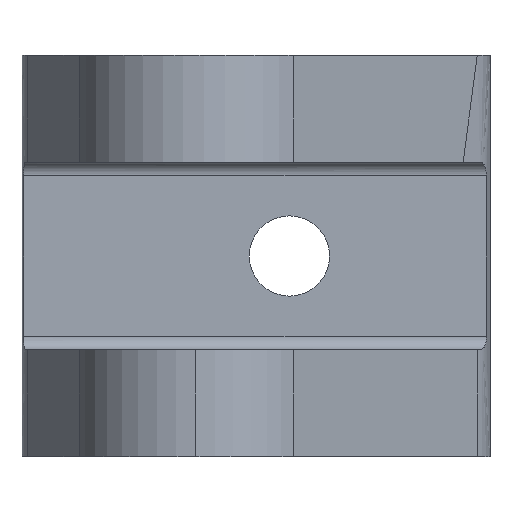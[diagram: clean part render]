
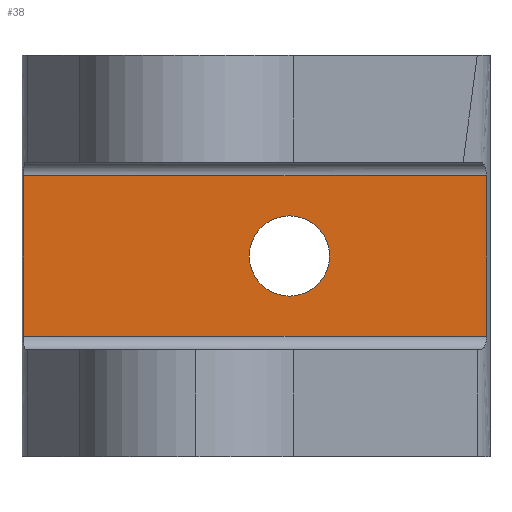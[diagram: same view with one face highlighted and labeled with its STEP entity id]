
A CAD part, left-side view. The second image highlights one B-rep face of the part: STEP entity #38.
In plain terms, the highlighted planar face has unit normal (-1, 0, 0).
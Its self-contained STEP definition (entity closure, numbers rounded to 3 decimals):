
#2 = VECTOR ( 'NONE', #700, 1000. ) ;
#25 = CARTESIAN_POINT ( 'NONE',  ( -5., -29.729, -17. ) ) ;
#35 = CARTESIAN_POINT ( 'NONE',  ( -5., 5., -30. ) ) ;
#38 = ADVANCED_FACE ( 'NONE', ( #197, #1072 ), #286, .T. ) ;
#43 = VERTEX_POINT ( 'NONE', #323 ) ;
#52 = CIRCLE ( 'NONE', #703, 3. ) ;
#66 = EDGE_CURVE ( 'NONE', #712, #635, #425, .T. ) ;
#82 = LINE ( 'NONE', #870, #2 ) ;
#154 = VECTOR ( 'NONE', #269, 1000. ) ;
#192 = CARTESIAN_POINT ( 'NONE',  ( -5., -15., -15. ) ) ;
#197 = FACE_BOUND ( 'NONE', #615, .T. ) ;
#225 = CARTESIAN_POINT ( 'NONE',  ( -5., 4.887, -13. ) ) ;
#251 = CARTESIAN_POINT ( 'NONE',  ( -5., 4.887, -21. ) ) ;
#269 = DIRECTION ( 'NONE',  ( 0., -1., 0. ) ) ;
#270 = EDGE_CURVE ( 'NONE', #1111, #484, #608, .T. ) ;
#286 = PLANE ( 'NONE',  #521 ) ;
#287 = CARTESIAN_POINT ( 'NONE',  ( -5., -29.729, -21. ) ) ;
#291 = ORIENTED_EDGE ( 'NONE', *, *, #1088, .T. ) ;
#299 = CARTESIAN_POINT ( 'NONE',  ( -5., 4.887, -17. ) ) ;
#311 = AXIS2_PLACEMENT_3D ( 'NONE', #529, #873, #437 ) ;
#323 = CARTESIAN_POINT ( 'NONE',  ( -5., -29.729, -21. ) ) ;
#353 = CARTESIAN_POINT ( 'NONE',  ( -5., -18., -15. ) ) ;
#379 = CARTESIAN_POINT ( 'NONE',  ( -5., -29.729, -13. ) ) ;
#391 = DIRECTION ( 'NONE',  ( -1., 0., 0. ) ) ;
#425 = B_SPLINE_CURVE_WITH_KNOTS ( 'NONE', 3,
 ( #850, #225, #299, #577 ),
 .UNSPECIFIED., .F., .F.,
 ( 4, 4 ),
 ( 0., 1. ),
 .UNSPECIFIED. ) ;
#437 = DIRECTION ( 'NONE',  ( 0., 0., 1. ) ) ;
#441 = ORIENTED_EDGE ( 'NONE', *, *, #66, .T. ) ;
#450 = DIRECTION ( 'NONE',  ( 1., 0., 0. ) ) ;
#464 = ORIENTED_EDGE ( 'NONE', *, *, #1128, .T. ) ;
#484 = VERTEX_POINT ( 'NONE', #822 ) ;
#521 = AXIS2_PLACEMENT_3D ( 'NONE', #35, #391, #584 ) ;
#529 = CARTESIAN_POINT ( 'NONE',  ( -5., -15., -15. ) ) ;
#546 = ORIENTED_EDGE ( 'NONE', *, *, #738, .T. ) ;
#577 = CARTESIAN_POINT ( 'NONE',  ( -5., 4.887, -21. ) ) ;
#584 = DIRECTION ( 'NONE',  ( 0., 0., 1. ) ) ;
#607 = CARTESIAN_POINT ( 'NONE',  ( -5., -29.729, -9. ) ) ;
#608 = CIRCLE ( 'NONE', #311, 3. ) ;
#615 = EDGE_LOOP ( 'NONE', ( #640, #805 ) ) ;
#635 = VERTEX_POINT ( 'NONE', #251 ) ;
#640 = ORIENTED_EDGE ( 'NONE', *, *, #1084, .T. ) ;
#700 = DIRECTION ( 'NONE',  ( 0., 1., 0. ) ) ;
#703 = AXIS2_PLACEMENT_3D ( 'NONE', #192, #450, #944 ) ;
#712 = VERTEX_POINT ( 'NONE', #807 ) ;
#738 = EDGE_CURVE ( 'NONE', #43, #1070, #1117, .T. ) ;
#805 = ORIENTED_EDGE ( 'NONE', *, *, #270, .T. ) ;
#807 = CARTESIAN_POINT ( 'NONE',  ( -5., 4.887, -9. ) ) ;
#822 = CARTESIAN_POINT ( 'NONE',  ( -5., -12., -15. ) ) ;
#850 = CARTESIAN_POINT ( 'NONE',  ( -5., 4.887, -9. ) ) ;
#870 = CARTESIAN_POINT ( 'NONE',  ( -5., 5., -9. ) ) ;
#873 = DIRECTION ( 'NONE',  ( 1., 0., 0. ) ) ;
#885 = LINE ( 'NONE', #1048, #154 ) ;
#944 = DIRECTION ( 'NONE',  ( 0., 0., 1. ) ) ;
#968 = EDGE_LOOP ( 'NONE', ( #464, #546, #291, #441 ) ) ;
#1048 = CARTESIAN_POINT ( 'NONE',  ( -5., 5., -21. ) ) ;
#1070 = VERTEX_POINT ( 'NONE', #607 ) ;
#1072 = FACE_OUTER_BOUND ( 'NONE', #968, .T. ) ;
#1081 = CARTESIAN_POINT ( 'NONE',  ( -5., -29.729, -9. ) ) ;
#1084 = EDGE_CURVE ( 'NONE', #484, #1111, #52, .T. ) ;
#1088 = EDGE_CURVE ( 'NONE', #1070, #712, #82, .T. ) ;
#1111 = VERTEX_POINT ( 'NONE', #353 ) ;
#1117 = B_SPLINE_CURVE_WITH_KNOTS ( 'NONE', 3,
 ( #287, #25, #379, #1081 ),
 .UNSPECIFIED., .F., .F.,
 ( 4, 4 ),
 ( 0., 1. ),
 .UNSPECIFIED. ) ;
#1128 = EDGE_CURVE ( 'NONE', #635, #43, #885, .T. ) ;
